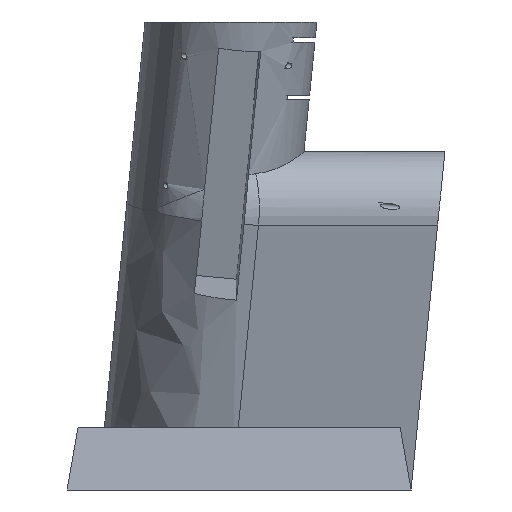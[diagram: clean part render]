
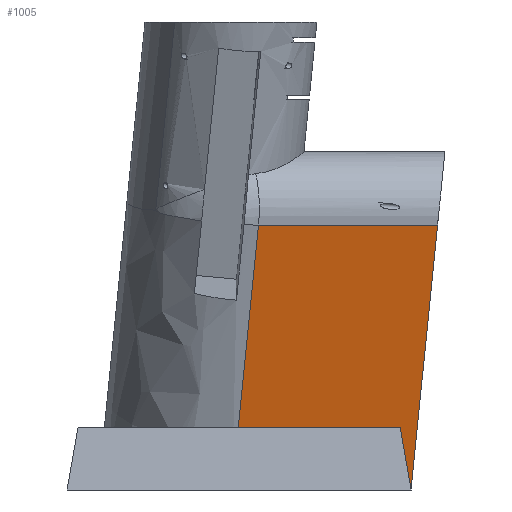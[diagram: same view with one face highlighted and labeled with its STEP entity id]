
A CAD part, left-side view. The second image highlights one B-rep face of the part: STEP entity #1005.
In plain terms, the highlighted planar face has unit normal (-0.908, -0.289, -0.301).
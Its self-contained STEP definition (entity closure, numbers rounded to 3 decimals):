
#264 = VERTEX_POINT('',#265);
#265 = CARTESIAN_POINT('',(-44.211,-7.943,46.985));
#330 = EDGE_CURVE('',#331,#264,#333,.T.);
#331 = VERTEX_POINT('',#332);
#332 = CARTESIAN_POINT('',(-30.115,-3.245,0.));
#333 = LINE('',#334,#335);
#334 = CARTESIAN_POINT('',(-30.115,-3.245,0.));
#335 = VECTOR('',#336,1.);
#336 = DIRECTION('',(-0.286,-0.095,0.953));
#846 = VERTEX_POINT('',#847);
#847 = CARTESIAN_POINT('',(-20.,-35.,0.));
#894 = VERTEX_POINT('',#895);
#895 = CARTESIAN_POINT('',(-23.185,-25.,0.));
#901 = EDGE_CURVE('',#894,#331,#902,.T.);
#902 = LINE('',#903,#904);
#903 = CARTESIAN_POINT('',(-30.115,-3.245,0.));
#904 = VECTOR('',#905,1.);
#905 = DIRECTION('',(-0.304,0.953,0.));
#1005 = ADVANCED_FACE('',(#1006),#1046,.F.);
#1006 = FACE_BOUND('',#1007,.F.);
#1007 = EDGE_LOOP('',(#1008,#1016,#1022,#1030,#1038,#1044,#1045));
#1008 = ORIENTED_EDGE('',*,*,#1009,.F.);
#1009 = EDGE_CURVE('',#1010,#264,#1012,.T.);
#1010 = VERTEX_POINT('',#1011);
#1011 = CARTESIAN_POINT('',(-34.096,-39.699,46.985));
#1012 = LINE('',#1013,#1014);
#1013 = CARTESIAN_POINT('',(-34.079,-39.751,46.985));
#1014 = VECTOR('',#1015,1.);
#1015 = DIRECTION('',(-0.304,0.953,0.));
#1016 = ORIENTED_EDGE('',*,*,#1017,.F.);
#1017 = EDGE_CURVE('',#846,#1010,#1018,.T.);
#1018 = LINE('',#1019,#1020);
#1019 = CARTESIAN_POINT('',(-20.,-35.,0.));
#1020 = VECTOR('',#1021,1.);
#1021 = DIRECTION('',(-0.286,-0.095,0.953));
#1022 = ORIENTED_EDGE('',*,*,#1023,.T.);
#1023 = EDGE_CURVE('',#846,#1024,#1026,.T.);
#1024 = VERTEX_POINT('',#1025);
#1025 = CARTESIAN_POINT('',(-24.268,-33.06,11.));
#1026 = LINE('',#1027,#1028);
#1027 = CARTESIAN_POINT('',(-30.176,-30.376,26.225));
#1028 = VECTOR('',#1029,1.);
#1029 = DIRECTION('',(-0.357,0.162,0.92));
#1030 = ORIENTED_EDGE('',*,*,#1031,.F.);
#1031 = EDGE_CURVE('',#1032,#1024,#1034,.T.);
#1032 = VERTEX_POINT('',#1033);
#1033 = CARTESIAN_POINT('',(-26.218,-26.94,11.));
#1034 = LINE('',#1035,#1036);
#1035 = CARTESIAN_POINT('',(-30.356,-13.948,11.));
#1036 = VECTOR('',#1037,1.);
#1037 = DIRECTION('',(0.304,-0.953,0.));
#1038 = ORIENTED_EDGE('',*,*,#1039,.T.);
#1039 = EDGE_CURVE('',#1032,#894,#1040,.T.);
#1040 = LINE('',#1041,#1042);
#1041 = CARTESIAN_POINT('',(-26.435,-27.078,11.787));
#1042 = VECTOR('',#1043,1.);
#1043 = DIRECTION('',(0.262,0.168,-0.95));
#1044 = ORIENTED_EDGE('',*,*,#901,.T.);
#1045 = ORIENTED_EDGE('',*,*,#330,.T.);
#1046 = PLANE('',#1047);
#1047 = AXIS2_PLACEMENT_3D('',#1048,#1049,#1050);
#1048 = CARTESIAN_POINT('',(-34.058,-22.122,30.));
#1049 = DIRECTION('',(0.908,0.289,0.301));
#1050 = DIRECTION('',(-0.304,0.953,0.));
